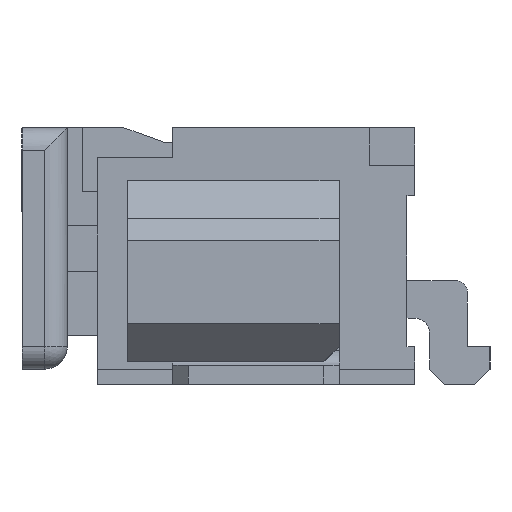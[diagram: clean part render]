
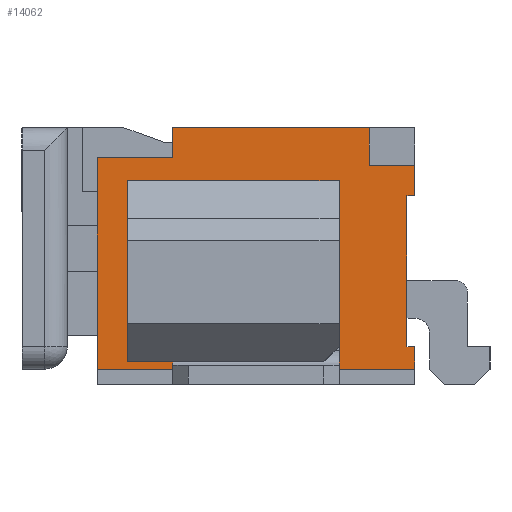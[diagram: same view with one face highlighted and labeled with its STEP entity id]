
A CAD part, left-side view. The second image highlights one B-rep face of the part: STEP entity #14062.
In plain terms, the highlighted planar face has unit normal (-1, 0, 0).
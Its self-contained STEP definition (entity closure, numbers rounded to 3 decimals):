
#245=FACE_BOUND('',#1616,.T.);
#863=FACE_OUTER_BOUND('',#1615,.T.);
#1615=EDGE_LOOP('',(#11593,#11594,#11595,#11596,#11597,#11598,#11599,#11600,
#11601,#11602,#11603,#11604));
#1616=EDGE_LOOP('',(#11605,#11606,#11607,#11608));
#2832=LINE('',#20641,#4743);
#2893=LINE('',#20777,#4804);
#3010=LINE('',#21044,#4921);
#3215=LINE('',#21478,#5126);
#3218=LINE('',#21484,#5129);
#3336=LINE('',#21729,#5247);
#3386=LINE('',#21832,#5297);
#3387=LINE('',#21833,#5298);
#3388=LINE('',#21834,#5299);
#3389=LINE('',#21836,#5300);
#3390=LINE('',#21838,#5301);
#3391=LINE('',#21839,#5302);
#3392=LINE('',#21841,#5303);
#3393=LINE('',#21843,#5304);
#3394=LINE('',#21844,#5305);
#3395=LINE('',#21845,#5306);
#4743=VECTOR('',#16883,1000.);
#4804=VECTOR('',#16972,1000.);
#4921=VECTOR('',#17147,1000.);
#5126=VECTOR('',#17472,1000.);
#5129=VECTOR('',#17477,1000.);
#5247=VECTOR('',#17679,1000.);
#5297=VECTOR('',#17771,1000.);
#5298=VECTOR('',#17772,1000.);
#5299=VECTOR('',#17773,1000.);
#5300=VECTOR('',#17774,1000.);
#5301=VECTOR('',#17775,1000.);
#5302=VECTOR('',#17776,1000.);
#5303=VECTOR('',#17777,1000.);
#5304=VECTOR('',#17778,1000.);
#5305=VECTOR('',#17779,1000.);
#5306=VECTOR('',#17780,1000.);
#6304=VERTEX_POINT('',#20638);
#6305=VERTEX_POINT('',#20640);
#6363=VERTEX_POINT('',#20770);
#6366=VERTEX_POINT('',#20775);
#6486=VERTEX_POINT('',#21041);
#6487=VERTEX_POINT('',#21043);
#6653=VERTEX_POINT('',#21469);
#6657=VERTEX_POINT('',#21480);
#6658=VERTEX_POINT('',#21482);
#6743=VERTEX_POINT('',#21728);
#6774=VERTEX_POINT('',#21830);
#6775=VERTEX_POINT('',#21831);
#6776=VERTEX_POINT('',#21835);
#6777=VERTEX_POINT('',#21837);
#6778=VERTEX_POINT('',#21840);
#6779=VERTEX_POINT('',#21842);
#7930=EDGE_CURVE('',#6304,#6305,#2832,.T.);
#7993=EDGE_CURVE('',#6363,#6366,#2893,.T.);
#8120=EDGE_CURVE('',#6487,#6486,#3010,.T.);
#8332=EDGE_CURVE('',#6653,#6363,#3215,.T.);
#8335=EDGE_CURVE('',#6657,#6658,#3218,.T.);
#8462=EDGE_CURVE('',#6653,#6743,#3336,.T.);
#8515=EDGE_CURVE('',#6774,#6775,#3386,.T.);
#8516=EDGE_CURVE('',#6487,#6774,#3387,.T.);
#8517=EDGE_CURVE('',#6305,#6486,#3388,.T.);
#8518=EDGE_CURVE('',#6304,#6776,#3389,.T.);
#8519=EDGE_CURVE('',#6776,#6777,#3390,.T.);
#8520=EDGE_CURVE('',#6777,#6657,#3391,.T.);
#8521=EDGE_CURVE('',#6778,#6658,#3392,.T.);
#8522=EDGE_CURVE('',#6778,#6779,#3393,.T.);
#8523=EDGE_CURVE('',#6779,#6775,#3394,.T.);
#8524=EDGE_CURVE('',#6743,#6366,#3395,.T.);
#11593=ORIENTED_EDGE('',*,*,#8515,.F.);
#11594=ORIENTED_EDGE('',*,*,#8516,.F.);
#11595=ORIENTED_EDGE('',*,*,#8120,.T.);
#11596=ORIENTED_EDGE('',*,*,#8517,.F.);
#11597=ORIENTED_EDGE('',*,*,#7930,.F.);
#11598=ORIENTED_EDGE('',*,*,#8518,.T.);
#11599=ORIENTED_EDGE('',*,*,#8519,.T.);
#11600=ORIENTED_EDGE('',*,*,#8520,.T.);
#11601=ORIENTED_EDGE('',*,*,#8335,.T.);
#11602=ORIENTED_EDGE('',*,*,#8521,.F.);
#11603=ORIENTED_EDGE('',*,*,#8522,.T.);
#11604=ORIENTED_EDGE('',*,*,#8523,.T.);
#11605=ORIENTED_EDGE('',*,*,#8462,.F.);
#11606=ORIENTED_EDGE('',*,*,#8332,.T.);
#11607=ORIENTED_EDGE('',*,*,#7993,.T.);
#11608=ORIENTED_EDGE('',*,*,#8524,.F.);
#13343=PLANE('',#14866);
#14062=ADVANCED_FACE('',(#863,#245),#13343,.T.);
#14866=AXIS2_PLACEMENT_3D('',#21829,#17769,#17770);
#16883=DIRECTION('',(0.,0.,1.));
#16972=DIRECTION('',(0.,-1.,0.));
#17147=DIRECTION('',(0.,0.,-1.));
#17472=DIRECTION('',(0.,0.,1.));
#17477=DIRECTION('',(0.,0.,1.));
#17679=DIRECTION('',(0.,-1.,0.));
#17769=DIRECTION('center_axis',(-1.,0.,0.));
#17770=DIRECTION('ref_axis',(0.,0.,1.));
#17771=DIRECTION('',(0.,0.,-1.));
#17772=DIRECTION('',(0.,-1.,0.));
#17773=DIRECTION('',(0.,-1.,0.));
#17774=DIRECTION('',(0.,-1.,0.));
#17775=DIRECTION('',(0.,0.,1.));
#17776=DIRECTION('',(0.,1.,0.));
#17777=DIRECTION('',(0.,1.,0.));
#17778=DIRECTION('',(0.,0.,1.));
#17779=DIRECTION('',(0.,1.,0.));
#17780=DIRECTION('',(0.,0.,1.));
#20638=CARTESIAN_POINT('',(-5.875,2.1,0.2));
#20640=CARTESIAN_POINT('',(-5.875,2.1,3.));
#20641=CARTESIAN_POINT('',(-5.875,2.1,0.2));
#20770=CARTESIAN_POINT('',(-5.875,1.7,2.7));
#20775=CARTESIAN_POINT('',(-5.875,-1.1,2.7));
#20777=CARTESIAN_POINT('',(-5.875,1.7,2.7));
#21041=CARTESIAN_POINT('',(-5.875,1.1,3.));
#21043=CARTESIAN_POINT('',(-5.875,1.1,3.4));
#21044=CARTESIAN_POINT('',(-5.875,1.1,3.4));
#21469=CARTESIAN_POINT('',(-5.875,1.7,0.3));
#21478=CARTESIAN_POINT('',(-5.875,1.7,0.3));
#21480=CARTESIAN_POINT('',(-5.875,-2.,0.5));
#21482=CARTESIAN_POINT('',(-5.875,-2.,2.5));
#21484=CARTESIAN_POINT('',(-5.875,-2.,0.5));
#21728=CARTESIAN_POINT('',(-5.875,-1.1,0.3));
#21729=CARTESIAN_POINT('',(-5.875,1.7,0.3));
#21829=CARTESIAN_POINT('Origin',(-5.875,2.1,0.));
#21830=CARTESIAN_POINT('',(-5.875,-1.5,3.4));
#21831=CARTESIAN_POINT('',(-5.875,-1.5,2.9));
#21832=CARTESIAN_POINT('',(-5.875,-1.5,3.4));
#21833=CARTESIAN_POINT('',(-5.875,1.1,3.4));
#21834=CARTESIAN_POINT('',(-5.875,2.1,3.));
#21835=CARTESIAN_POINT('',(-5.875,-2.1,0.2));
#21836=CARTESIAN_POINT('',(-5.875,2.1,0.2));
#21837=CARTESIAN_POINT('',(-5.875,-2.1,0.5));
#21838=CARTESIAN_POINT('',(-5.875,-2.1,0.2));
#21839=CARTESIAN_POINT('',(-5.875,-2.1,0.5));
#21840=CARTESIAN_POINT('',(-5.875,-2.1,2.5));
#21841=CARTESIAN_POINT('',(-5.875,-2.1,2.5));
#21842=CARTESIAN_POINT('',(-5.875,-2.1,2.9));
#21843=CARTESIAN_POINT('',(-5.875,-2.1,2.5));
#21844=CARTESIAN_POINT('',(-5.875,-2.1,2.9));
#21845=CARTESIAN_POINT('',(-5.875,-1.1,0.3));
